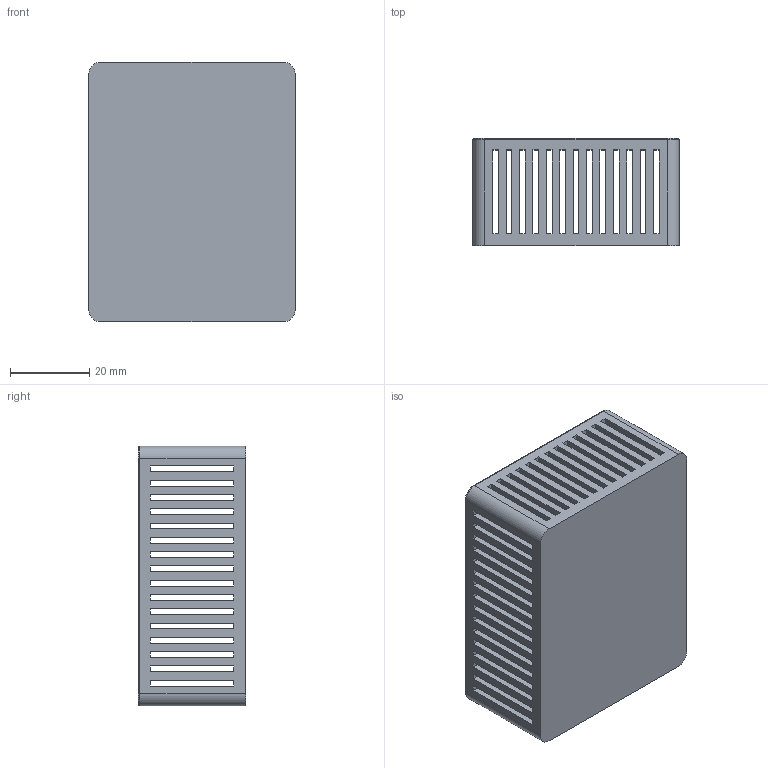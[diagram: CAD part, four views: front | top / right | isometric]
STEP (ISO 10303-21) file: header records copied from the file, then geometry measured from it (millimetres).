
FILE_DESCRIPTION(/* description */ (''),/* implementation_level */ '2;1');
FILE_NAME(/* name */ 'E1_Pro_Front.step',/* time_stamp */ '2026-01-27T15:03:45+01:00',/* author */ (''),/* organization */ (''),/* preprocessor_version */ 'ST-DEVELOPER v20.1',/* originating_system */ 'Autodesk Translation Framework v14.21.0.0',/* authorisation */ '');
FILE_SCHEMA (('AUTOMOTIVE_DESIGN { 1 0 10303 214 3 1 1 }'));
Length unit declared in the file: millimetre
Products named in the file (1): E1 PRO
Bounding box: 52.17 x 27.19 x 65.67 mm (x, y, z)
Volume: 15988.2 mm3; surface area: 20297.6 mm2
Topology: 1 solids, 1 shells, 334 faces, 1152 edges, 768 vertices
Faces by surface type: plane 326, cylinder 8
Entity records: 12460 total; most frequent: ORIENTED_EDGE 2304, CARTESIAN_POINT 2255, DIRECTION 1838, EDGE_CURVE 1152, LINE 1136, VECTOR 1136, VERTEX_POINT 768, EDGE_LOOP 398
